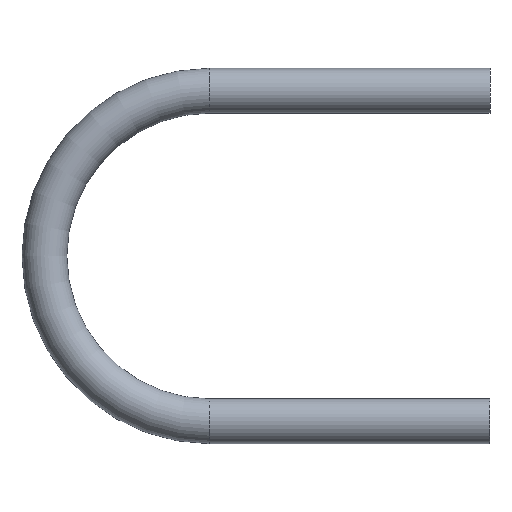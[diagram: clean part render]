
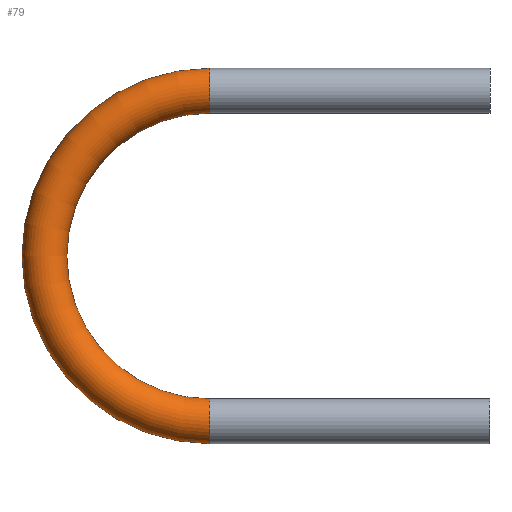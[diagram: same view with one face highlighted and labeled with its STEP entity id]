
A CAD part, front view. The second image highlights one B-rep face of the part: STEP entity #79.
In plain terms, the highlighted toroidal (fillet/blend) face has major radius 29.5 mm and minor radius 4 mm.
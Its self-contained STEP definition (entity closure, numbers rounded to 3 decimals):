
#10 = ORIENTED_EDGE ( 'NONE', *, *, #46, .F. ) ;
#12 = DIRECTION ( 'NONE',  ( 0., 0., 1. ) ) ;
#15 = CARTESIAN_POINT ( 'NONE',  ( 0., 0., 0. ) ) ;
#17 = DIRECTION ( 'NONE',  ( 0., 1., 0. ) ) ;
#18 = CIRCLE ( 'NONE', #37, 4. ) ;
#37 = AXIS2_PLACEMENT_3D ( 'NONE', #218, #196, #109 ) ;
#43 = VERTEX_POINT ( 'NONE', #121 ) ;
#45 = VERTEX_POINT ( 'NONE', #107 ) ;
#46 = EDGE_CURVE ( 'NONE', #71, #43, #78, .T. ) ;
#49 = ORIENTED_EDGE ( 'NONE', *, *, #122, .T. ) ;
#60 = DIRECTION ( 'NONE',  ( 1., 0., 0. ) ) ;
#69 = CIRCLE ( 'NONE', #220, 25.5 ) ;
#71 = VERTEX_POINT ( 'NONE', #276 ) ;
#74 = ORIENTED_EDGE ( 'NONE', *, *, #243, .F. ) ;
#76 = AXIS2_PLACEMENT_3D ( 'NONE', #130, #249, #186 ) ;
#78 = CIRCLE ( 'NONE', #219, 33.5 ) ;
#79 = ADVANCED_FACE ( 'NONE', ( #131 ), #271, .T. ) ;
#84 = DIRECTION ( 'NONE',  ( 0., 1., 0. ) ) ;
#86 = DIRECTION ( 'NONE',  ( 0., 0., -1. ) ) ;
#96 = EDGE_LOOP ( 'NONE', ( #10, #74, #49, #199 ) ) ;
#99 = CIRCLE ( 'NONE', #201, 4. ) ;
#107 = CARTESIAN_POINT ( 'NONE',  ( 0., 0., 25.5 ) ) ;
#109 = DIRECTION ( 'NONE',  ( 0., 0., 1. ) ) ;
#121 = CARTESIAN_POINT ( 'NONE',  ( 0., 0., 33.5 ) ) ;
#122 = EDGE_CURVE ( 'NONE', #265, #45, #69, .T. ) ;
#124 = DIRECTION ( 'NONE',  ( 0., 0., 1. ) ) ;
#130 = CARTESIAN_POINT ( 'NONE',  ( 0., 0., 0. ) ) ;
#131 = FACE_OUTER_BOUND ( 'NONE', #96, .T. ) ;
#186 = DIRECTION ( 'NONE',  ( 0., 0., 1. ) ) ;
#195 = CARTESIAN_POINT ( 'NONE',  ( 0., 0., -25.5 ) ) ;
#196 = DIRECTION ( 'NONE',  ( -1., 0., 0. ) ) ;
#199 = ORIENTED_EDGE ( 'NONE', *, *, #273, .T. ) ;
#201 = AXIS2_PLACEMENT_3D ( 'NONE', #229, #60, #86 ) ;
#208 = CARTESIAN_POINT ( 'NONE',  ( 0., 0., 0. ) ) ;
#218 = CARTESIAN_POINT ( 'NONE',  ( 0., 0., 29.5 ) ) ;
#219 = AXIS2_PLACEMENT_3D ( 'NONE', #208, #17, #12 ) ;
#220 = AXIS2_PLACEMENT_3D ( 'NONE', #15, #84, #124 ) ;
#229 = CARTESIAN_POINT ( 'NONE',  ( 0., 0., -29.5 ) ) ;
#243 = EDGE_CURVE ( 'NONE', #265, #71, #99, .T. ) ;
#249 = DIRECTION ( 'NONE',  ( 0., 1., 0. ) ) ;
#265 = VERTEX_POINT ( 'NONE', #195 ) ;
#271 = TOROIDAL_SURFACE ( 'NONE', #76, 29.5, 4. ) ;
#273 = EDGE_CURVE ( 'NONE', #45, #43, #18, .T. ) ;
#276 = CARTESIAN_POINT ( 'NONE',  ( 0., 0., -33.5 ) ) ;
